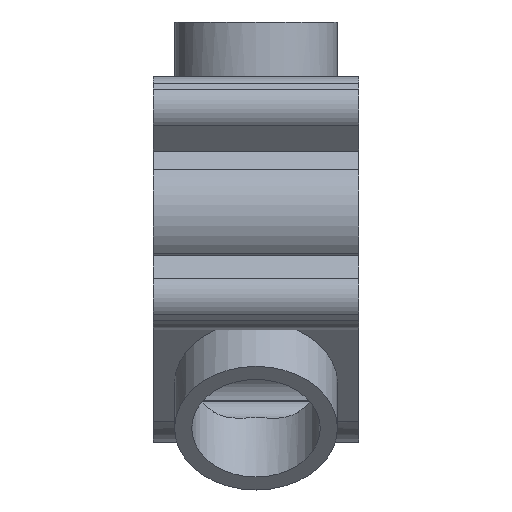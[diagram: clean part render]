
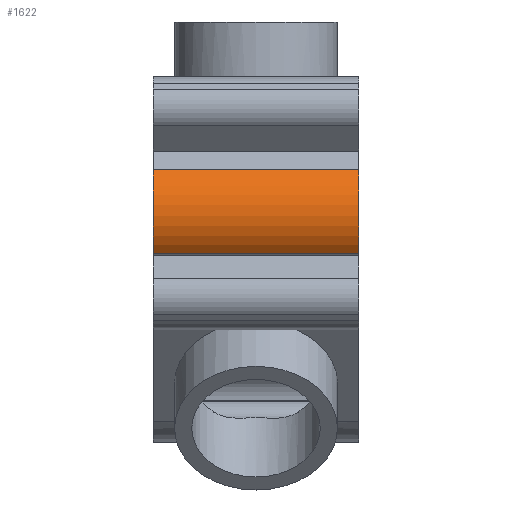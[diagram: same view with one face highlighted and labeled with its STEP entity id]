
A CAD part, left-side view. The second image highlights one B-rep face of the part: STEP entity #1622.
In plain terms, the highlighted cylindrical face has radius 7 mm (diameter 14 mm), a partial arc.
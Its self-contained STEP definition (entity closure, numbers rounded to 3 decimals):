
#105=FACE_OUTER_BOUND('',#193,.T.);
#193=EDGE_LOOP('',(#1171,#1172,#1173,#1174));
#317=LINE('',#2511,#468);
#318=LINE('',#2512,#469);
#468=VECTOR('',#2011,10.);
#469=VECTOR('',#2012,10.);
#580=CIRCLE('',#1714,7.);
#597=CIRCLE('',#1747,7.);
#678=VERTEX_POINT('',#2406);
#679=VERTEX_POINT('',#2408);
#713=VERTEX_POINT('',#2508);
#714=VERTEX_POINT('',#2509);
#845=EDGE_CURVE('',#679,#678,#580,.T.);
#895=EDGE_CURVE('',#713,#714,#597,.T.);
#896=EDGE_CURVE('',#714,#679,#317,.T.);
#897=EDGE_CURVE('',#678,#713,#318,.T.);
#1171=ORIENTED_EDGE('',*,*,#895,.T.);
#1172=ORIENTED_EDGE('',*,*,#896,.T.);
#1173=ORIENTED_EDGE('',*,*,#845,.T.);
#1174=ORIENTED_EDGE('',*,*,#897,.T.);
#1575=CYLINDRICAL_SURFACE('',#1746,7.);
#1622=ADVANCED_FACE('',(#105),#1575,.T.);
#1714=AXIS2_PLACEMENT_3D('',#2409,#1910,#1911);
#1746=AXIS2_PLACEMENT_3D('',#2507,#2007,#2008);
#1747=AXIS2_PLACEMENT_3D('',#2510,#2009,#2010);
#1910=DIRECTION('center_axis',(0.,1.,0.));
#1911=DIRECTION('ref_axis',(-0.998,0.,0.069));
#2007=DIRECTION('center_axis',(0.,1.,0.));
#2008=DIRECTION('ref_axis',(-0.998,0.,0.069));
#2009=DIRECTION('center_axis',(0.,-1.,0.));
#2010=DIRECTION('ref_axis',(-0.998,0.,0.069));
#2011=DIRECTION('',(0.,-1.,0.));
#2012=DIRECTION('',(0.,1.,0.));
#2406=CARTESIAN_POINT('',(-21.443,0.,-9.219));
#2408=CARTESIAN_POINT('',(-22.121,0.,-19.027));
#2409=CARTESIAN_POINT('Origin',(-16.81,0.,-14.467));
#2507=CARTESIAN_POINT('Origin',(-16.81,0.,-14.467));
#2508=CARTESIAN_POINT('',(-21.443,24.,-9.219));
#2509=CARTESIAN_POINT('',(-22.121,24.,-19.027));
#2510=CARTESIAN_POINT('Origin',(-16.81,24.,-14.467));
#2511=CARTESIAN_POINT('',(-22.121,0.,-19.027));
#2512=CARTESIAN_POINT('',(-21.443,0.,-9.219));
